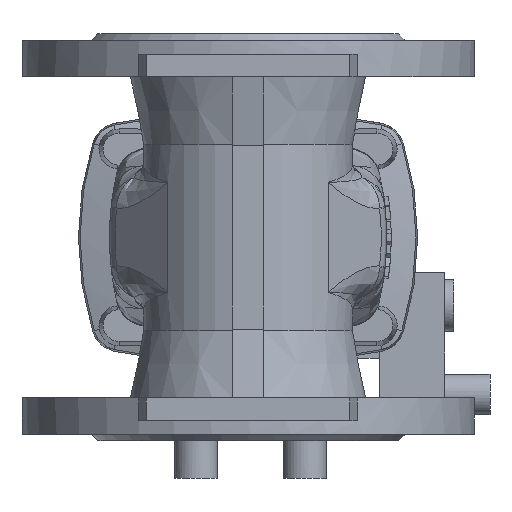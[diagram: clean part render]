
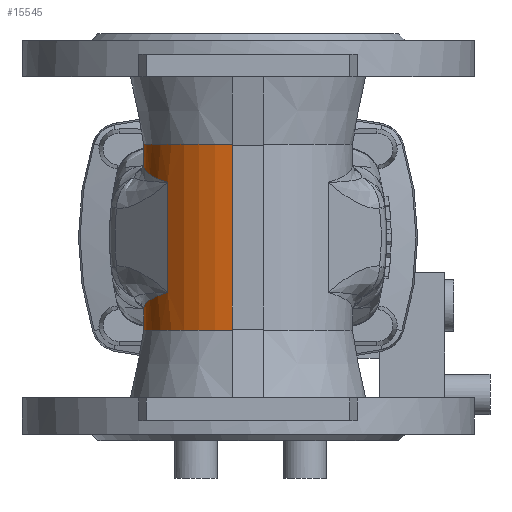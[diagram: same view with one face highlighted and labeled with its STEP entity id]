
A CAD part, front view. The second image highlights one B-rep face of the part: STEP entity #15545.
In plain terms, the highlighted cylindrical face has radius 46.3 mm (diameter 92.6 mm), a partial arc.
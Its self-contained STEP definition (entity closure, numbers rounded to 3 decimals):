
#4920 =( BOUNDED_CURVE ( )  B_SPLINE_CURVE ( 3, ( #21250, #21255, #21256, #21257 ),
 .UNSPECIFIED., .F., .F. ) 
 B_SPLINE_CURVE_WITH_KNOTS ( ( 4, 4 ),
 ( 3.974, 5.602 ),
 .UNSPECIFIED. ) 
 CURVE ( )  GEOMETRIC_REPRESENTATION_ITEM ( )  RATIONAL_B_SPLINE_CURVE ( ( 1., 0.791, 0.791, 1. ) ) 
 REPRESENTATION_ITEM ( '' )  );
#4929 =( BOUNDED_CURVE ( )  B_SPLINE_CURVE ( 3, ( #21402, #21407, #21408, #21409 ),
 .UNSPECIFIED., .F., .F. ) 
 B_SPLINE_CURVE_WITH_KNOTS ( ( 4, 4 ),
 ( 3.974, 5.602 ),
 .UNSPECIFIED. ) 
 CURVE ( )  GEOMETRIC_REPRESENTATION_ITEM ( )  RATIONAL_B_SPLINE_CURVE ( ( 1., 0.791, 0.791, 1. ) ) 
 REPRESENTATION_ITEM ( '' )  );
#5547 = VERTEX_POINT ( 'NONE', #24964 ) ;
#5568 = VERTEX_POINT ( 'NONE', #24971 ) ;
#5617 = VERTEX_POINT ( 'NONE', #24988 ) ;
#5670 = VERTEX_POINT ( 'NONE', #25009 ) ;
#5688 = VERTEX_POINT ( 'NONE', #25016 ) ;
#5706 = VERTEX_POINT ( 'NONE', #25023 ) ;
#7608 = AXIS2_PLACEMENT_3D ( 'NONE', #18967, #18965, #18959 ) ;
#10661 = EDGE_LOOP ( 'NONE', ( #21083, #21064, #21038, #21084, #21047, #21040 ) ) ;
#13499 = AXIS2_PLACEMENT_3D ( 'NONE', #21356, #21357, #21358 ) ;
#13588 = AXIS2_PLACEMENT_3D ( 'NONE', #21574, #21575, #21576 ) ;
#15545 = ADVANCED_FACE ( 'NONE', ( #17746 ), #17750, .T. ) ;
#17746 = FACE_OUTER_BOUND ( 'NONE', #10661, .T. ) ;
#17750 = CYLINDRICAL_SURFACE ( 'NONE', #7608, 46.3 ) ;
#18588 = CIRCLE ( 'NONE', #13499, 46.3 ) ;
#18599 = LINE ( 'NONE', #21372, #18600 ) ;
#18600 = VECTOR ( 'NONE', #21373, 1000. ) ;
#18617 = LINE ( 'NONE', #21416, #18618 ) ;
#18618 = VECTOR ( 'NONE', #21430, 1000. ) ;
#18665 = CIRCLE ( 'NONE', #13588, 46.3 ) ;
#18959 = DIRECTION ( 'NONE',  ( -1., 0., 0. ) ) ;
#18965 = DIRECTION ( 'NONE',  ( 0., 0., -1. ) ) ;
#18967 = CARTESIAN_POINT ( 'NONE',  ( 0., 0., 279.523 ) ) ;
#19975 = EDGE_CURVE ( 'NONE', #5670, #5688, #4920, .T. ) ;
#20002 = EDGE_CURVE ( 'NONE', #5617, #5568, #18588, .T. ) ;
#20008 = EDGE_CURVE ( 'NONE', #5568, #5706, #18599, .T. ) ;
#20019 = EDGE_CURVE ( 'NONE', #5547, #5617, #4929, .T. ) ;
#20027 = EDGE_CURVE ( 'NONE', #5547, #5670, #18617, .T. ) ;
#20067 = EDGE_CURVE ( 'NONE', #5688, #5706, #18665, .T. ) ;
#21038 = ORIENTED_EDGE ( 'NONE', *, *, #20067, .T. ) ;
#21040 = ORIENTED_EDGE ( 'NONE', *, *, #20019, .F. ) ;
#21047 = ORIENTED_EDGE ( 'NONE', *, *, #20002, .F. ) ;
#21064 = ORIENTED_EDGE ( 'NONE', *, *, #19975, .T. ) ;
#21083 = ORIENTED_EDGE ( 'NONE', *, *, #20027, .T. ) ;
#21084 = ORIENTED_EDGE ( 'NONE', *, *, #20008, .F. ) ;
#21250 = CARTESIAN_POINT ( 'NONE',  ( -35.468, -29.761, -24.336 ) ) ;
#21255 = CARTESIAN_POINT ( 'NONE',  ( -53.703, -8.029, -29.594 ) ) ;
#21256 = CARTESIAN_POINT ( 'NONE',  ( -50.423, 20.151, -36.684 ) ) ;
#21257 = CARTESIAN_POINT ( 'NONE',  ( -27.683, 37.113, -41.162 ) ) ;
#21356 = CARTESIAN_POINT ( 'NONE',  ( 0., 0., 41.162 ) ) ;
#21357 = DIRECTION ( 'NONE',  ( 0., 0., 1. ) ) ;
#21358 = DIRECTION ( 'NONE',  ( 1., 0., 0. ) ) ;
#21372 = CARTESIAN_POINT ( 'NONE',  ( -7., -45.768, 279.523 ) ) ;
#21373 = DIRECTION ( 'NONE',  ( 0., 0., -1. ) ) ;
#21402 = CARTESIAN_POINT ( 'NONE',  ( -35.468, -29.761, 24.336 ) ) ;
#21407 = CARTESIAN_POINT ( 'NONE',  ( -53.703, -8.029, 29.594 ) ) ;
#21408 = CARTESIAN_POINT ( 'NONE',  ( -50.423, 20.151, 36.684 ) ) ;
#21409 = CARTESIAN_POINT ( 'NONE',  ( -27.683, 37.113, 41.162 ) ) ;
#21416 = CARTESIAN_POINT ( 'NONE',  ( -35.468, -29.761, 279.523 ) ) ;
#21430 = DIRECTION ( 'NONE',  ( 0., 0., -1. ) ) ;
#21574 = CARTESIAN_POINT ( 'NONE',  ( 0., 0., -41.162 ) ) ;
#21575 = DIRECTION ( 'NONE',  ( 0., 0., 1. ) ) ;
#21576 = DIRECTION ( 'NONE',  ( 1., 0., 0. ) ) ;
#24964 = CARTESIAN_POINT ( 'NONE',  ( -35.468, -29.761, 24.336 ) ) ;
#24971 = CARTESIAN_POINT ( 'NONE',  ( -7., -45.768, 41.162 ) ) ;
#24988 = CARTESIAN_POINT ( 'NONE',  ( -27.683, 37.113, 41.162 ) ) ;
#25009 = CARTESIAN_POINT ( 'NONE',  ( -35.468, -29.761, -24.336 ) ) ;
#25016 = CARTESIAN_POINT ( 'NONE',  ( -27.683, 37.113, -41.162 ) ) ;
#25023 = CARTESIAN_POINT ( 'NONE',  ( -7., -45.768, -41.162 ) ) ;
